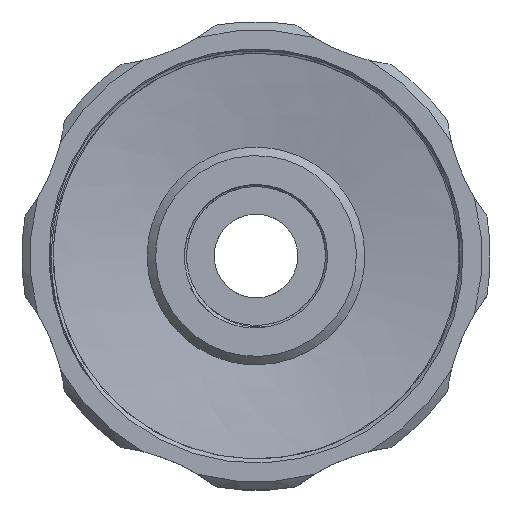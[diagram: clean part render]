
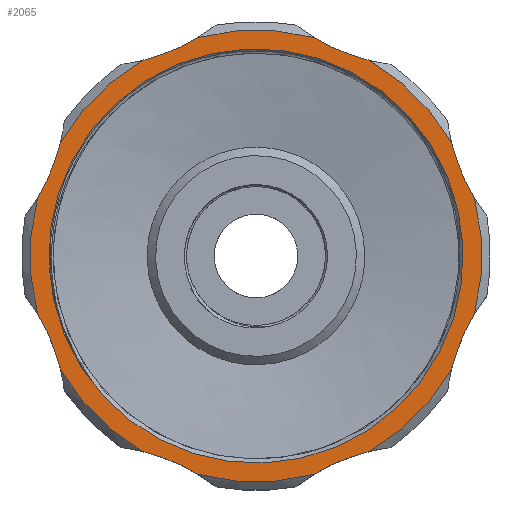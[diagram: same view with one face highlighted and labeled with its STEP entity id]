
A CAD part, top view. The second image highlights one B-rep face of the part: STEP entity #2065.
In plain terms, the highlighted planar face has unit normal (0, 0, 1).
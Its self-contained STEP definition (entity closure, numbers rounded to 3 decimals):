
#188=PLANE('',#2307);
#279=CIRCLE('',#2273,24.75);
#282=CIRCLE('',#2278,27.);
#285=CIRCLE('',#2283,27.);
#286=CIRCLE('',#2285,27.);
#291=CIRCLE('',#2293,27.);
#294=CIRCLE('',#2298,27.);
#297=CIRCLE('',#2303,27.);
#298=CIRCLE('',#2305,27.);
#300=CIRCLE('',#2308,23.5);
#301=CIRCLE('',#2309,23.5);
#302=CIRCLE('',#2310,23.5);
#303=CIRCLE('',#2311,23.5);
#304=CIRCLE('',#2312,23.5);
#305=CIRCLE('',#2313,27.);
#306=CIRCLE('',#2314,23.5);
#307=CIRCLE('',#2315,23.5);
#308=CIRCLE('',#2316,23.5);
#801=ORIENTED_EDGE('',*,*,#1199,.F.);
#802=ORIENTED_EDGE('',*,*,#1179,.T.);
#803=ORIENTED_EDGE('',*,*,#1200,.F.);
#804=ORIENTED_EDGE('',*,*,#1186,.T.);
#805=ORIENTED_EDGE('',*,*,#1201,.F.);
#806=ORIENTED_EDGE('',*,*,#1193,.T.);
#807=ORIENTED_EDGE('',*,*,#1202,.F.);
#808=ORIENTED_EDGE('',*,*,#1196,.T.);
#809=ORIENTED_EDGE('',*,*,#1203,.F.);
#810=ORIENTED_EDGE('',*,*,#1204,.T.);
#811=ORIENTED_EDGE('',*,*,#1205,.F.);
#812=ORIENTED_EDGE('',*,*,#1158,.T.);
#813=ORIENTED_EDGE('',*,*,#1206,.F.);
#814=ORIENTED_EDGE('',*,*,#1165,.T.);
#815=ORIENTED_EDGE('',*,*,#1207,.F.);
#816=ORIENTED_EDGE('',*,*,#1168,.T.);
#817=ORIENTED_EDGE('',*,*,#1152,.T.);
#1152=EDGE_CURVE('',#1391,#1391,#279,.F.);
#1158=EDGE_CURVE('',#1397,#1396,#282,.T.);
#1165=EDGE_CURVE('',#1403,#1402,#285,.T.);
#1168=EDGE_CURVE('',#1406,#1404,#286,.T.);
#1179=EDGE_CURVE('',#1415,#1414,#291,.T.);
#1186=EDGE_CURVE('',#1421,#1420,#294,.T.);
#1193=EDGE_CURVE('',#1427,#1426,#297,.T.);
#1196=EDGE_CURVE('',#1430,#1428,#298,.T.);
#1199=EDGE_CURVE('',#1415,#1404,#300,.T.);
#1200=EDGE_CURVE('',#1421,#1414,#301,.T.);
#1201=EDGE_CURVE('',#1427,#1420,#302,.T.);
#1202=EDGE_CURVE('',#1430,#1426,#303,.T.);
#1203=EDGE_CURVE('',#1432,#1428,#304,.T.);
#1204=EDGE_CURVE('',#1432,#1433,#305,.T.);
#1205=EDGE_CURVE('',#1397,#1433,#306,.T.);
#1206=EDGE_CURVE('',#1403,#1396,#307,.T.);
#1207=EDGE_CURVE('',#1406,#1402,#308,.T.);
#1391=VERTEX_POINT('',#5810);
#1396=VERTEX_POINT('',#5825);
#1397=VERTEX_POINT('',#5827);
#1402=VERTEX_POINT('',#5846);
#1403=VERTEX_POINT('',#5848);
#1404=VERTEX_POINT('',#5858);
#1406=VERTEX_POINT('',#5861);
#1414=VERTEX_POINT('',#5888);
#1415=VERTEX_POINT('',#5890);
#1420=VERTEX_POINT('',#5909);
#1421=VERTEX_POINT('',#5911);
#1426=VERTEX_POINT('',#5930);
#1427=VERTEX_POINT('',#5932);
#1428=VERTEX_POINT('',#5942);
#1430=VERTEX_POINT('',#5945);
#1432=VERTEX_POINT('',#5958);
#1433=VERTEX_POINT('',#5960);
#1761=EDGE_LOOP('',(#801,#802,#803,#804,#805,#806,#807,#808,#809,#810,#811,
#812,#813,#814,#815,#816));
#1762=EDGE_LOOP('',(#817));
#1903=FACE_BOUND('',#1761,.T.);
#1904=FACE_BOUND('',#1762,.T.);
#2065=ADVANCED_FACE('',(#1903,#1904),#188,.T.);
#2273=AXIS2_PLACEMENT_3D('',#5809,#2772,#2773);
#2278=AXIS2_PLACEMENT_3D('',#5826,#2784,#2785);
#2283=AXIS2_PLACEMENT_3D('',#5847,#2796,#2797);
#2285=AXIS2_PLACEMENT_3D('',#5860,#2800,#2801);
#2293=AXIS2_PLACEMENT_3D('',#5889,#2820,#2821);
#2298=AXIS2_PLACEMENT_3D('',#5910,#2832,#2833);
#2303=AXIS2_PLACEMENT_3D('',#5931,#2844,#2845);
#2305=AXIS2_PLACEMENT_3D('',#5944,#2848,#2849);
#2307=AXIS2_PLACEMENT_3D('',#5952,#2852,#2853);
#2308=AXIS2_PLACEMENT_3D('',#5953,#2854,#2855);
#2309=AXIS2_PLACEMENT_3D('',#5954,#2856,#2857);
#2310=AXIS2_PLACEMENT_3D('',#5955,#2858,#2859);
#2311=AXIS2_PLACEMENT_3D('',#5956,#2860,#2861);
#2312=AXIS2_PLACEMENT_3D('',#5957,#2862,#2863);
#2313=AXIS2_PLACEMENT_3D('',#5959,#2864,#2865);
#2314=AXIS2_PLACEMENT_3D('',#5961,#2866,#2867);
#2315=AXIS2_PLACEMENT_3D('',#5962,#2868,#2869);
#2316=AXIS2_PLACEMENT_3D('',#5963,#2870,#2871);
#2772=DIRECTION('',(0.,0.,1.));
#2773=DIRECTION('',(0.383,-0.924,0.));
#2784=DIRECTION('',(0.,0.,1.));
#2785=DIRECTION('',(0.383,-0.924,0.));
#2796=DIRECTION('',(0.,0.,1.));
#2797=DIRECTION('',(0.383,-0.924,0.));
#2800=DIRECTION('',(0.,0.,1.));
#2801=DIRECTION('',(0.383,-0.924,0.));
#2820=DIRECTION('',(0.,0.,1.));
#2821=DIRECTION('',(0.383,-0.924,0.));
#2832=DIRECTION('',(0.,0.,1.));
#2833=DIRECTION('',(0.383,-0.924,0.));
#2844=DIRECTION('',(0.,0.,1.));
#2845=DIRECTION('',(0.383,-0.924,0.));
#2848=DIRECTION('',(0.,0.,1.));
#2849=DIRECTION('',(0.383,-0.924,0.));
#2852=DIRECTION('',(0.,0.,1.));
#2853=DIRECTION('',(-0.383,0.924,0.));
#2854=DIRECTION('',(0.,0.,1.));
#2855=DIRECTION('',(0.383,-0.924,0.));
#2856=DIRECTION('',(0.,0.,1.));
#2857=DIRECTION('',(0.383,-0.924,0.));
#2858=DIRECTION('',(0.,0.,1.));
#2859=DIRECTION('',(0.383,-0.924,0.));
#2860=DIRECTION('',(0.,0.,1.));
#2861=DIRECTION('',(0.383,-0.924,0.));
#2862=DIRECTION('',(0.,0.,1.));
#2863=DIRECTION('',(0.383,-0.924,0.));
#2864=DIRECTION('',(0.,0.,1.));
#2865=DIRECTION('',(0.383,-0.924,0.));
#2866=DIRECTION('',(0.,0.,1.));
#2867=DIRECTION('',(0.383,-0.924,0.));
#2868=DIRECTION('',(0.,0.,1.));
#2869=DIRECTION('',(0.383,-0.924,0.));
#2870=DIRECTION('',(0.,0.,1.));
#2871=DIRECTION('',(0.383,-0.924,0.));
#5809=CARTESIAN_POINT('',(0.,0.,8.25));
#5810=CARTESIAN_POINT('',(9.468,-22.867,8.25));
#5825=CARTESIAN_POINT('',(-6.977,26.083,8.25));
#5826=CARTESIAN_POINT('',(0.,0.,8.25));
#5827=CARTESIAN_POINT('',(6.977,26.083,8.25));
#5846=CARTESIAN_POINT('',(-23.377,13.51,8.25));
#5847=CARTESIAN_POINT('',(0.,0.,8.25));
#5848=CARTESIAN_POINT('',(-13.51,23.377,8.25));
#5858=CARTESIAN_POINT('',(-26.083,-6.977,8.25));
#5860=CARTESIAN_POINT('',(0.,0.,8.25));
#5861=CARTESIAN_POINT('',(-26.083,6.977,8.25));
#5888=CARTESIAN_POINT('',(-13.51,-23.377,8.25));
#5889=CARTESIAN_POINT('',(0.,0.,8.25));
#5890=CARTESIAN_POINT('',(-23.377,-13.51,8.25));
#5909=CARTESIAN_POINT('',(6.977,-26.083,8.25));
#5910=CARTESIAN_POINT('',(0.,0.,8.25));
#5911=CARTESIAN_POINT('',(-6.977,-26.083,8.25));
#5930=CARTESIAN_POINT('',(23.377,-13.51,8.25));
#5931=CARTESIAN_POINT('',(0.,0.,8.25));
#5932=CARTESIAN_POINT('',(13.51,-23.377,8.25));
#5942=CARTESIAN_POINT('',(26.083,6.977,8.25));
#5944=CARTESIAN_POINT('',(0.,0.,8.25));
#5945=CARTESIAN_POINT('',(26.083,-6.977,8.25));
#5952=CARTESIAN_POINT('',(-38.268,92.388,8.25));
#5953=CARTESIAN_POINT('',(-46.194,-19.134,8.25));
#5954=CARTESIAN_POINT('',(-19.134,-46.194,8.25));
#5955=CARTESIAN_POINT('',(19.134,-46.194,8.25));
#5956=CARTESIAN_POINT('',(46.194,-19.134,8.25));
#5957=CARTESIAN_POINT('',(46.194,19.134,8.25));
#5958=CARTESIAN_POINT('',(23.377,13.51,8.25));
#5959=CARTESIAN_POINT('',(0.,0.,8.25));
#5960=CARTESIAN_POINT('',(13.51,23.377,8.25));
#5961=CARTESIAN_POINT('',(19.134,46.194,8.25));
#5962=CARTESIAN_POINT('',(-19.134,46.194,8.25));
#5963=CARTESIAN_POINT('',(-46.194,19.134,8.25));
